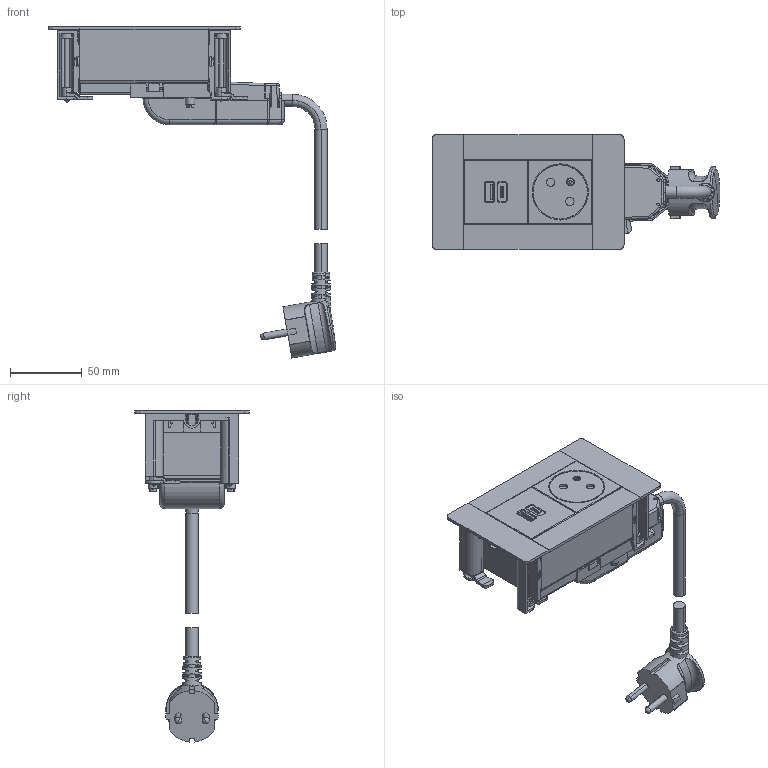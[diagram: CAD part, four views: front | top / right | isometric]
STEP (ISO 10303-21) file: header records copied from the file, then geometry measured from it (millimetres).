
FILE_DESCRIPTION(('CATIA V5 STEP Exchange','CAx-IF Rec.Pracs.--- Model Styling and Organization---1.5--- 2016-08-15','CAx-IF Rec.Pracs.---Supplemental Geometry---1.0---2011-11-01','CAx-IF Rec.Pracs.--- Composite Materials ---1.1---2010-07-15'),'2;1');
FILE_NAME('LG-654770_AllCATPart.stp','2023-10-04T13:23:48+00:00',('none'),('none'),'CATIA Version 5-6 Release 2020 SP3','CATIA V5 STEP AP214 v2','none');
FILE_SCHEMA(('AUTOMOTIVE_DESIGN { 1 0 10303 214 1 1 1 1 }'));
Products named in the file (1): LG-654770_AllCATPart
Bounding box: 200.95 x 80 x 231.85 mm (x, y, z)
Volume: 260877.1 mm3; surface area: 161165.4 mm2
Topology: 26 solids, 26 shells, 1855 faces, 5109 edges, 3278 vertices
Faces by surface type: plane 1076, cylinder 569, torus 77, bspline 40, extrusion 36, sphere 32, cone 23, revolution 2
Entity records: 59062 total; most frequent: CARTESIAN_POINT 14768, ORIENTED_EDGE 10146, DIRECTION 7404, EDGE_CURVE 5073, VECTOR 3541, LINE 3505, VERTEX_POINT 3278, AXIS2_PLACEMENT_3D 2464
